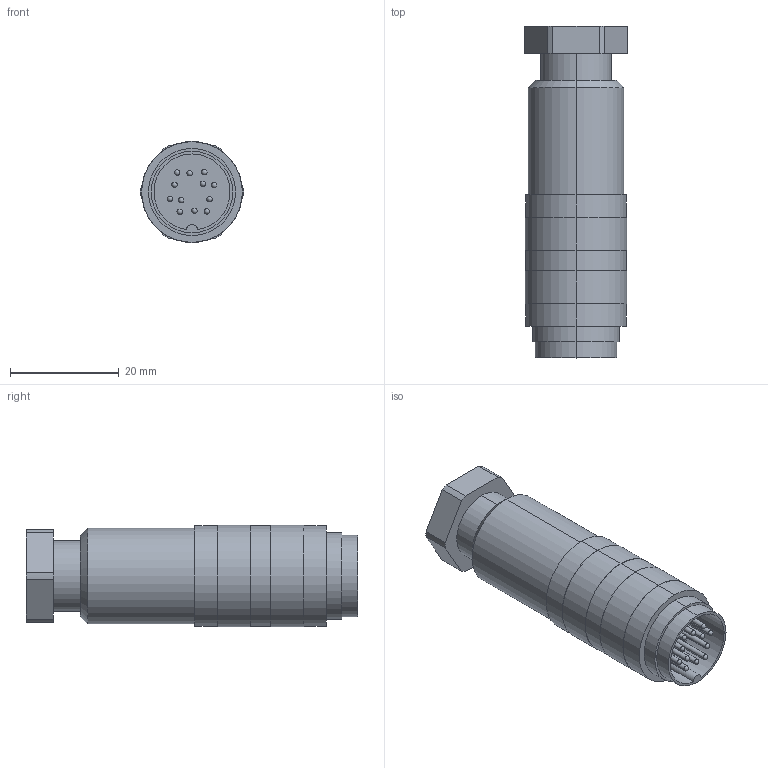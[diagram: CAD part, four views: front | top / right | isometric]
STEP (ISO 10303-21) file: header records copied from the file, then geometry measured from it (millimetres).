
FILE_DESCRIPTION((''),'2;1');
FILE_NAME('99-5129-15-12.stp','2005-04-22T09:57:51',('generator'),(''),'Autodesk Inventor 7','Autodesk Inventor 7','');
FILE_SCHEMA(('AUTOMOTIVE_DESIGN { 1 0 10303 214 1 1 1 1 }'));
Length unit declared in the file: millimetre
Products named in the file (1): 99-5129-15-12
Bounding box: 19 x 61 x 18.6 mm (x, y, z)
Volume: 13166.8 mm3; surface area: 4908 mm2
Topology: 1 solids, 1 shells, 88 faces, 233 edges, 146 vertices
Faces by surface type: cylinder 53, plane 19, sphere 12, cone 4
Entity records: 2430 total; most frequent: DIRECTION 473, CARTESIAN_POINT 396, ORIENTED_EDGE 370, AXIS2_PLACEMENT_3D 199, EDGE_CURVE 185, VERTEX_POINT 122, EDGE_LOOP 111, CIRCLE 110
